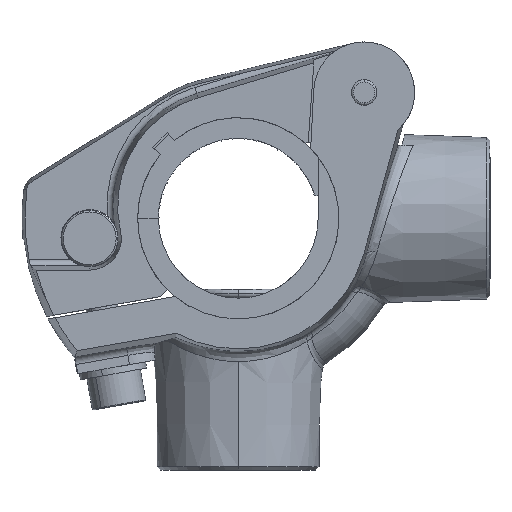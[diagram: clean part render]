
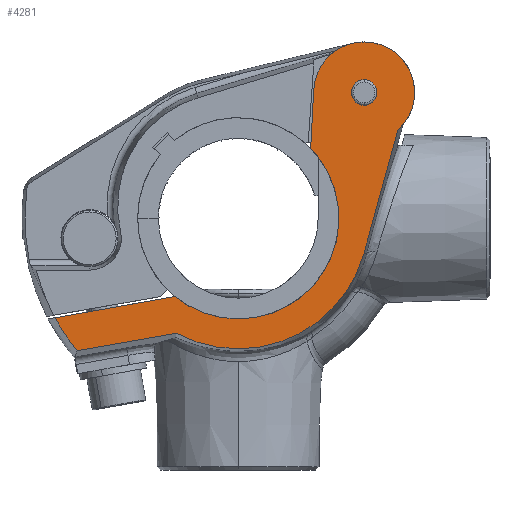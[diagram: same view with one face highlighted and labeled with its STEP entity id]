
A CAD part, left-side view. The second image highlights one B-rep face of the part: STEP entity #4281.
In plain terms, the highlighted planar face has unit normal (-1, 0, 0).
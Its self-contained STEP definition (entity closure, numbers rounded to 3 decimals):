
#75 = LINE ( 'NONE', #402, #8769 ) ;
#76 = LINE ( 'NONE', #404, #8771 ) ;
#77 = LINE ( 'NONE', #409, #8778 ) ;
#78 = LINE ( 'NONE', #414, #8783 ) ;
#393 = CARTESIAN_POINT ( 'NONE',  ( -88.429, 19.352, 51.2 ) ) ;
#394 = DIRECTION ( 'NONE',  ( 1., 0., 0. ) ) ;
#395 = DIRECTION ( 'NONE',  ( 0., 0., -1. ) ) ;
#396 = CARTESIAN_POINT ( 'NONE',  ( -88.429, 19.352, 51.2 ) ) ;
#397 = DIRECTION ( 'NONE',  ( 1., 0., 0. ) ) ;
#398 = DIRECTION ( 'NONE',  ( 0., 0., -1. ) ) ;
#402 = CARTESIAN_POINT ( 'NONE',  ( -88.429, 6.48, 47.648 ) ) ;
#403 = DIRECTION ( 'NONE',  ( 0., 0.266, -0.964 ) ) ;
#404 = CARTESIAN_POINT ( 'NONE',  ( -88.429, 36.092, 33.681 ) ) ;
#405 = DIRECTION ( 'NONE',  ( 0., -0.052, 0.999 ) ) ;
#406 = CARTESIAN_POINT ( 'NONE',  ( -88.429, 58.752, 11.8 ) ) ;
#407 = DIRECTION ( 'NONE',  ( -1., 0., 0. ) ) ;
#408 = DIRECTION ( 'NONE',  ( 0., 0., -1. ) ) ;
#409 = CARTESIAN_POINT ( 'NONE',  ( -88.429, 118.641, -19.769 ) ) ;
#410 = DIRECTION ( 'NONE',  ( 0., -0.985, 0.174 ) ) ;
#411 = CARTESIAN_POINT ( 'NONE',  ( -88.429, 58.752, 11.8 ) ) ;
#412 = DIRECTION ( 'NONE',  ( 1., 0., 0. ) ) ;
#413 = DIRECTION ( 'NONE',  ( 0., 0., -1. ) ) ;
#414 = CARTESIAN_POINT ( 'NONE',  ( -88.429, 110.559, -29.872 ) ) ;
#415 = DIRECTION ( 'NONE',  ( 0., 0.985, -0.174 ) ) ;
#416 = CARTESIAN_POINT ( 'NONE',  ( -88.429, 58.752, 11.8 ) ) ;
#417 = DIRECTION ( 'NONE',  ( 1., 0., 0. ) ) ;
#418 = DIRECTION ( 'NONE',  ( 0., 0., -1. ) ) ;
#1430 = CARTESIAN_POINT ( 'NONE',  ( -88.429, 58.752, 11.8 ) ) ;
#1431 = DIRECTION ( 'NONE',  ( 1., 0., 0. ) ) ;
#1432 = DIRECTION ( 'NONE',  ( 0., 0., -1. ) ) ;
#1678 = CIRCLE ( 'NONE', #1680, 40.853 ) ;
#1680 = AXIS2_PLACEMENT_3D ( 'NONE', #1430, #1431, #1432 ) ;
#1684 = CIRCLE ( 'NONE', #1686, 4. ) ;
#1686 = AXIS2_PLACEMENT_3D ( 'NONE', #1901, #1902, #1903 ) ;
#1687 = CIRCLE ( 'NONE', #1693, 15.8 ) ;
#1693 = AXIS2_PLACEMENT_3D ( 'NONE', #1914, #1915, #1916 ) ;
#1901 = CARTESIAN_POINT ( 'NONE',  ( -88.429, 19.352, 51.2 ) ) ;
#1902 = DIRECTION ( 'NONE',  ( 1., 0., 0. ) ) ;
#1903 = DIRECTION ( 'NONE',  ( 0., 0., -1. ) ) ;
#1914 = CARTESIAN_POINT ( 'NONE',  ( -88.429, 19.352, 51.2 ) ) ;
#1915 = DIRECTION ( 'NONE',  ( 1., 0., 0. ) ) ;
#1916 = DIRECTION ( 'NONE',  ( 0., 0., -1. ) ) ;
#3234 = EDGE_LOOP ( 'NONE', ( #6059, #6060 ) ) ;
#3235 = EDGE_LOOP ( 'NONE', ( #6061, #6062, #6058, #6064, #6063, #6066, #6065, #6067, #6068, #6069 ) ) ;
#4281 = ADVANCED_FACE ( 'NONE', ( #6867, #6868 ), #10542, .T. ) ;
#5026 = VERTEX_POINT ( 'NONE', #11104 ) ;
#5027 = VERTEX_POINT ( 'NONE', #11105 ) ;
#5028 = VERTEX_POINT ( 'NONE', #11106 ) ;
#5029 = VERTEX_POINT ( 'NONE', #11107 ) ;
#5030 = VERTEX_POINT ( 'NONE', #11108 ) ;
#5031 = VERTEX_POINT ( 'NONE', #11109 ) ;
#5076 = VERTEX_POINT ( 'NONE', #11154 ) ;
#5077 = VERTEX_POINT ( 'NONE', #11155 ) ;
#5082 = VERTEX_POINT ( 'NONE', #11160 ) ;
#5083 = VERTEX_POINT ( 'NONE', #11161 ) ;
#5088 = VERTEX_POINT ( 'NONE', #11166 ) ;
#5089 = VERTEX_POINT ( 'NONE', #11167 ) ;
#5747 = EDGE_CURVE ( 'NONE', #5031, #5077, #8755, .T. ) ;
#5748 = EDGE_CURVE ( 'NONE', #5082, #5083, #8739, .T. ) ;
#5750 = EDGE_CURVE ( 'NONE', #5076, #5089, #75, .T. ) ;
#5751 = EDGE_CURVE ( 'NONE', #5030, #5031, #76, .T. ) ;
#5752 = EDGE_CURVE ( 'NONE', #5029, #5030, #8770, .T. ) ;
#5753 = EDGE_CURVE ( 'NONE', #5028, #5029, #77, .T. ) ;
#5754 = EDGE_CURVE ( 'NONE', #5027, #5028, #8775, .T. ) ;
#5755 = EDGE_CURVE ( 'NONE', #5026, #5027, #78, .T. ) ;
#5756 = EDGE_CURVE ( 'NONE', #5088, #5026, #8767, .T. ) ;
#6058 = ORIENTED_EDGE ( 'NONE', *, *, #7127, .F. ) ;
#6059 = ORIENTED_EDGE ( 'NONE', *, *, #5748, .T. ) ;
#6060 = ORIENTED_EDGE ( 'NONE', *, *, #7122, .T. ) ;
#6061 = ORIENTED_EDGE ( 'NONE', *, *, #7116, .F. ) ;
#6062 = ORIENTED_EDGE ( 'NONE', *, *, #5750, .F. ) ;
#6063 = ORIENTED_EDGE ( 'NONE', *, *, #5751, .F. ) ;
#6064 = ORIENTED_EDGE ( 'NONE', *, *, #5747, .F. ) ;
#6065 = ORIENTED_EDGE ( 'NONE', *, *, #5753, .F. ) ;
#6066 = ORIENTED_EDGE ( 'NONE', *, *, #5752, .F. ) ;
#6067 = ORIENTED_EDGE ( 'NONE', *, *, #5754, .F. ) ;
#6068 = ORIENTED_EDGE ( 'NONE', *, *, #5755, .F. ) ;
#6069 = ORIENTED_EDGE ( 'NONE', *, *, #5756, .F. ) ;
#6867 = FACE_BOUND ( 'NONE', #3234, .T. ) ;
#6868 = FACE_OUTER_BOUND ( 'NONE', #3235, .T. ) ;
#7116 = EDGE_CURVE ( 'NONE', #5089, #5088, #1678, .T. ) ;
#7122 = EDGE_CURVE ( 'NONE', #5083, #5082, #1684, .T. ) ;
#7127 = EDGE_CURVE ( 'NONE', #5077, #5076, #1687, .T. ) ;
#8739 = CIRCLE ( 'NONE', #8762, 4. ) ;
#8755 = CIRCLE ( 'NONE', #8759, 15.8 ) ;
#8759 = AXIS2_PLACEMENT_3D ( 'NONE', #393, #394, #395 ) ;
#8762 = AXIS2_PLACEMENT_3D ( 'NONE', #396, #397, #398 ) ;
#8767 = CIRCLE ( 'NONE', #8785, 40.853 ) ;
#8769 = VECTOR ( 'NONE', #403, 1000. ) ;
#8770 = CIRCLE ( 'NONE', #8773, 31.5 ) ;
#8771 = VECTOR ( 'NONE', #405, 1000. ) ;
#8773 = AXIS2_PLACEMENT_3D ( 'NONE', #406, #407, #408 ) ;
#8775 = CIRCLE ( 'NONE', #8779, 65.253 ) ;
#8778 = VECTOR ( 'NONE', #410, 1000. ) ;
#8779 = AXIS2_PLACEMENT_3D ( 'NONE', #411, #412, #413 ) ;
#8783 = VECTOR ( 'NONE', #415, 1000. ) ;
#8785 = AXIS2_PLACEMENT_3D ( 'NONE', #416, #417, #418 ) ;
#9574 = AXIS2_PLACEMENT_3D ( 'NONE', #10543, #10544, #10545 ) ;
#10542 = PLANE ( 'NONE',  #9574 ) ;
#10543 = CARTESIAN_POINT ( 'NONE',  ( -88.429, 58.752, 11.8 ) ) ;
#10544 = DIRECTION ( 'NONE',  ( -1., 0., 0. ) ) ;
#10545 = DIRECTION ( 'NONE',  ( 0., 0., -1. ) ) ;
#11104 = CARTESIAN_POINT ( 'NONE',  ( -88.429, 78.146, -24.157 ) ) ;
#11105 = CARTESIAN_POINT ( 'NONE',  ( -88.429, 109.169, -29.627 ) ) ;
#11106 = CARTESIAN_POINT ( 'NONE',  ( -88.429, 116.106, -19.322 ) ) ;
#11107 = CARTESIAN_POINT ( 'NONE',  ( -88.429, 78.551, -12.7 ) ) ;
#11108 = CARTESIAN_POINT ( 'NONE',  ( -88.429, 36.092, 33.681 ) ) ;
#11109 = CARTESIAN_POINT ( 'NONE',  ( -88.429, 35.131, 52.027 ) ) ;
#11154 = CARTESIAN_POINT ( 'NONE',  ( -88.429, 8.726, 39.507 ) ) ;
#11155 = CARTESIAN_POINT ( 'NONE',  ( -88.429, 19.352, 67. ) ) ;
#11160 = CARTESIAN_POINT ( 'NONE',  ( -88.429, 19.352, 47.2 ) ) ;
#11161 = CARTESIAN_POINT ( 'NONE',  ( -88.429, 19.352, 55.2 ) ) ;
#11166 = CARTESIAN_POINT ( 'NONE',  ( -88.429, 58.752, -29.053 ) ) ;
#11167 = CARTESIAN_POINT ( 'NONE',  ( -88.429, 19.371, 0.933 ) ) ;
